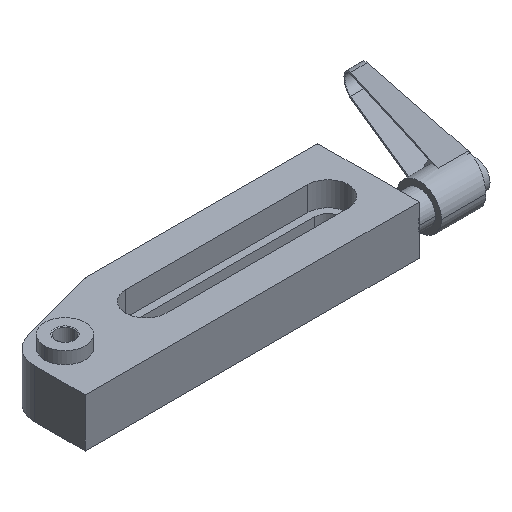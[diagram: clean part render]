
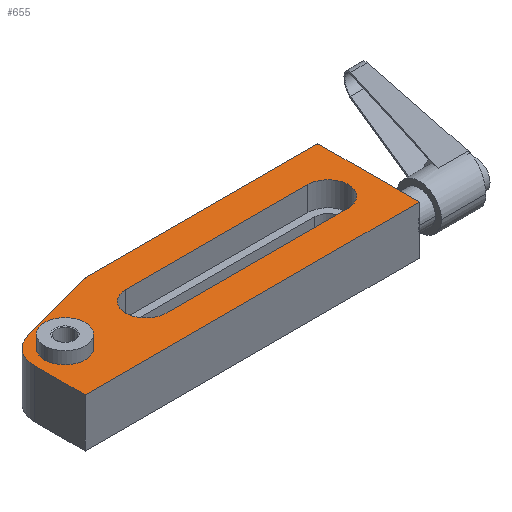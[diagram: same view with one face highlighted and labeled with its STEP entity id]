
A CAD part, isometric view. The second image highlights one B-rep face of the part: STEP entity #655.
In plain terms, the highlighted planar face has unit normal (0, 0, 1).
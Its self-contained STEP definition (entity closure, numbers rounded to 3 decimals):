
#395=EDGE_CURVE('',#969,#767,#1101,.T.);
#413=EDGE_CURVE('',#429,#559,#1124,.T.);
#429=VERTEX_POINT('',#1140);
#559=VERTEX_POINT('',#1288);
#569=VERTEX_POINT('',#1303);
#597=VERTEX_POINT('',#1334);
#655=ADVANCED_FACE('',(#1397,#1398,#1399),#1400,.T.);
#711=EDGE_CURVE('',#765,#569,#1460,.T.);
#755=EDGE_CURVE('',#853,#765,#1508,.T.);
#765=VERTEX_POINT('',#1518);
#767=VERTEX_POINT('',#1520);
#789=EDGE_CURVE('',#1027,#597,#1543,.T.);
#849=EDGE_CURVE('',#905,#853,#1612,.T.);
#853=VERTEX_POINT('',#1616);
#899=EDGE_CURVE('',#987,#905,#1667,.T.);
#905=VERTEX_POINT('',#1673);
#911=EDGE_CURVE('',#597,#969,#1679,.T.);
#967=EDGE_CURVE('',#1055,#987,#1741,.T.);
#969=VERTEX_POINT('',#1743);
#987=VERTEX_POINT('',#1762);
#1027=VERTEX_POINT('',#1805);
#1031=EDGE_CURVE('',#559,#429,#1809,.T.);
#1039=EDGE_CURVE('',#569,#1055,#1820,.T.);
#1055=VERTEX_POINT('',#1839);
#1061=EDGE_CURVE('',#767,#1027,#1845,.T.);
#1101=CIRCLE('',#1882,10.0);
#1124=CIRCLE('',#1912,10.0);
#1140=CARTESIAN_POINT('',(10.0,0.,24.0));
#1288=CARTESIAN_POINT('',(-10.0,0.0,24.0));
#1303=CARTESIAN_POINT('',(150.0,-25.0,24.0));
#1334=CARTESIAN_POINT('',(130.0,-10.0,24.0));
#1397=FACE_BOUND('',#2288,.T.);
#1398=FACE_BOUND('',#2289,.T.);
#1399=FACE_OUTER_BOUND('',#2290,.T.);
#1400=PLANE('',#2291);
#1460=LINE('',#2380,#2381);
#1508=LINE('',#2462,#2463);
#1518=CARTESIAN_POINT('',(150.0,25.0,24.0));
#1520=CARTESIAN_POINT('',(40.0,10.0,24.0));
#1543=CIRCLE('',#2508,10.0);
#1612=LINE('',#2612,#2613);
#1616=CARTESIAN_POINT('',(35.346,25.0,24.0));
#1667=CIRCLE('',#2695,15.);
#1673=CARTESIAN_POINT('',(-3.882,14.489,24.0));
#1679=LINE('',#2711,#2712);
#1741=LINE('',#2805,#2806);
#1743=CARTESIAN_POINT('',(40.0,-10.0,24.0));
#1762=CARTESIAN_POINT('',(-15.0,0.0,24.0));
#1805=CARTESIAN_POINT('',(130.0,10.0,24.0));
#1809=CIRCLE('',#2902,10.0);
#1820=LINE('',#2914,#2915);
#1839=CARTESIAN_POINT('',(-15.0,-25.0,24.0));
#1845=LINE('',#2947,#2948);
#1882=AXIS2_PLACEMENT_3D('',#2972,#2973,#2974);
#1912=AXIS2_PLACEMENT_3D('',#3014,#3015,#3016);
#2288=EDGE_LOOP('',(#3374,#3375,#3376,#3377));
#2289=EDGE_LOOP('',(#3378,#3379));
#2290=EDGE_LOOP('',(#3380,#3381,#3382,#3383,#3384,#3385));
#2291=AXIS2_PLACEMENT_3D('',#3386,#3387,#3388);
#2380=CARTESIAN_POINT('',(150.0,-25.0,24.0));
#2381=VECTOR('',#3431,1.0);
#2462=CARTESIAN_POINT('',(150.0,25.0,24.0));
#2463=VECTOR('',#3477,1.0);
#2508=AXIS2_PLACEMENT_3D('',#3498,#3499,#3500);
#2612=CARTESIAN_POINT('',(35.346,25.0,24.0));
#2613=VECTOR('',#3589,1.0);
#2695=AXIS2_PLACEMENT_3D('',#3649,#3650,#3651);
#2711=CARTESIAN_POINT('',(55.325,-10.0,24.0));
#2712=VECTOR('',#3656,1.0);
#2805=CARTESIAN_POINT('',(-15.0,0.0,24.0));
#2806=VECTOR('',#3730,1.0);
#2902=AXIS2_PLACEMENT_3D('',#3780,#3781,#3782);
#2914=CARTESIAN_POINT('',(-15.0,-25.0,24.0));
#2915=VECTOR('',#3799,1.0);
#2947=CARTESIAN_POINT('',(100.325,10.0,24.0));
#2948=VECTOR('',#3827,1.0);
#2972=CARTESIAN_POINT('',(40.0,0.0,24.0));
#2973=DIRECTION('',(0.0,0.0,-1.0));
#2974=DIRECTION('',(0.0,1.0,0.0));
#3014=CARTESIAN_POINT('',(0.0,0.0,24.0));
#3015=DIRECTION('',(0.0,0.0,-1.0));
#3016=DIRECTION('',(1.0,0.0,0.0));
#3374=ORIENTED_EDGE('',*,*,#1061,.T.);
#3375=ORIENTED_EDGE('',*,*,#789,.T.);
#3376=ORIENTED_EDGE('',*,*,#911,.T.);
#3377=ORIENTED_EDGE('',*,*,#395,.T.);
#3378=ORIENTED_EDGE('',*,*,#1031,.T.);
#3379=ORIENTED_EDGE('',*,*,#413,.T.);
#3380=ORIENTED_EDGE('',*,*,#1039,.F.);
#3381=ORIENTED_EDGE('',*,*,#711,.F.);
#3382=ORIENTED_EDGE('',*,*,#755,.F.);
#3383=ORIENTED_EDGE('',*,*,#849,.F.);
#3384=ORIENTED_EDGE('',*,*,#899,.F.);
#3385=ORIENTED_EDGE('',*,*,#967,.F.);
#3386=CARTESIAN_POINT('',(70.65,-1.458,24.0));
#3387=DIRECTION('',(0.0,0.0,1.0));
#3388=DIRECTION('',(1.0,0.0,0.0));
#3431=DIRECTION('',(0.0,-1.0,0.0));
#3477=DIRECTION('',(1.0,0.0,0.0));
#3498=CARTESIAN_POINT('',(130.0,0.0,24.0));
#3499=DIRECTION('',(0.0,0.0,-1.0));
#3500=DIRECTION('',(0.0,-1.0,0.0));
#3589=DIRECTION('',(0.966,0.259,0.0));
#3649=CARTESIAN_POINT('',(0.,0.,24.0));
#3650=DIRECTION('',(0.0,0.0,-1.0));
#3651=DIRECTION('',(-0.259,0.966,0.0));
#3656=DIRECTION('',(-1.0,0.0,0.0));
#3730=DIRECTION('',(0.0,1.0,0.0));
#3780=CARTESIAN_POINT('',(0.0,0.0,24.0));
#3781=DIRECTION('',(0.0,0.0,-1.0));
#3782=DIRECTION('',(1.0,0.0,0.0));
#3799=DIRECTION('',(-1.0,0.0,0.0));
#3827=DIRECTION('',(1.0,0.0,0.0));
